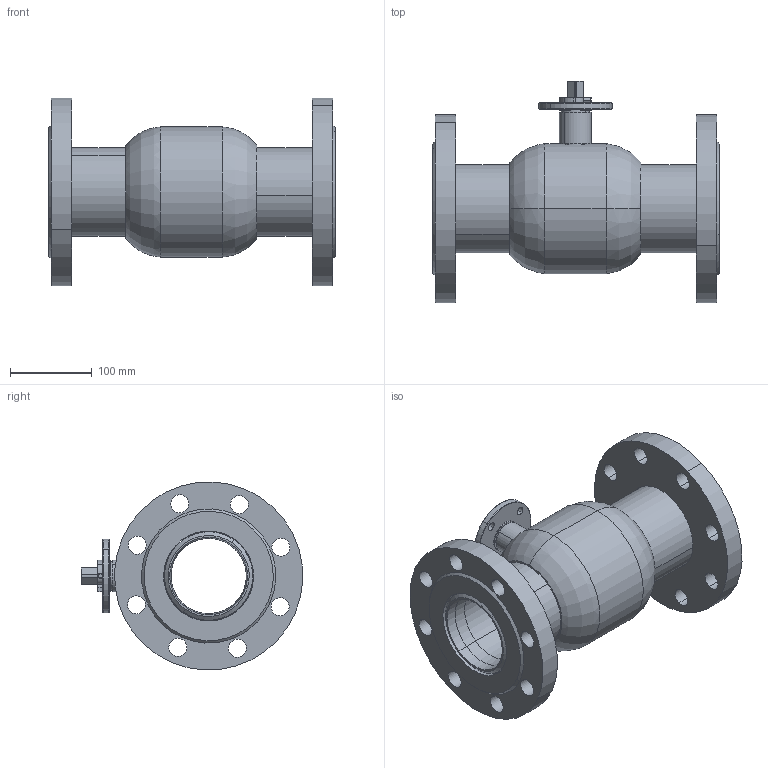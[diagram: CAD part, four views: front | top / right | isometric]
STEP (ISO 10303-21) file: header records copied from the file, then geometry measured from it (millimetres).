
FILE_DESCRIPTION (( 'STEP AP214' ), '1' );
FILE_NAME ('DN100法兰球阀PN25.STEP', '2024-03-31T02:58:45', ( '' ), ( '' ), 'SwSTEP 2.0', 'SolidWorks 2019', '' );
FILE_SCHEMA (( 'AUTOMOTIVE_DESIGN' ));
Length unit declared in the file: millimetre
Products named in the file (8): 80-100攫; DN100楊擘⑩概PN25; Q61F-100-3概裝; Q61F-100-16詩种; Q61F-100-4傻諉; Q61F-100-5粣杶; 100楊擘2.5; Q61F-100-1概极樓馱
Assembly tree (9 placements, depth 2):
  DN100楊擘⑩概PN25
    Q61F-100-1概极樓馱
    Q61F-100-5粣杶
    Q61F-100-3概裝
    Q61F-100-4傻諉  x2
    80-100攫
    Q61F-100-16詩种
    100楊擘2.5  x2
Bounding box: 350 x 270.31 x 229.62 mm (x, y, z)
Volume: 2586552.2 mm3; surface area: 567253.3 mm2
Topology: 9 solids, 9 shells, 205 faces, 480 edges, 306 vertices
Faces by surface type: cylinder 110, plane 57, cone 24, torus 14
Entity records: 5851 total; most frequent: CARTESIAN_POINT 1247, DIRECTION 914, ORIENTED_EDGE 752, AXIS2_PLACEMENT_3D 381, EDGE_CURVE 376, VERTEX_POINT 240, EDGE_LOOP 212, CIRCLE 208
